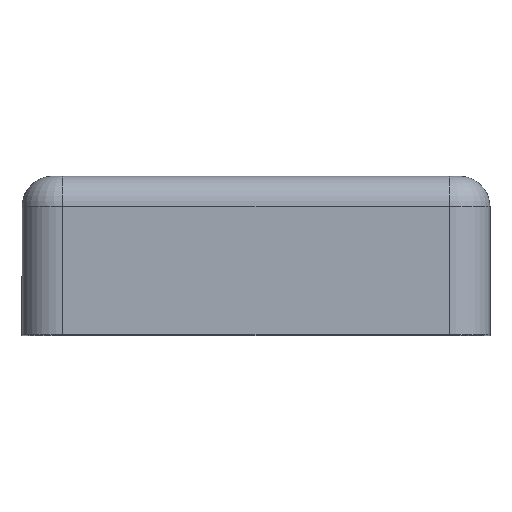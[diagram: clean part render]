
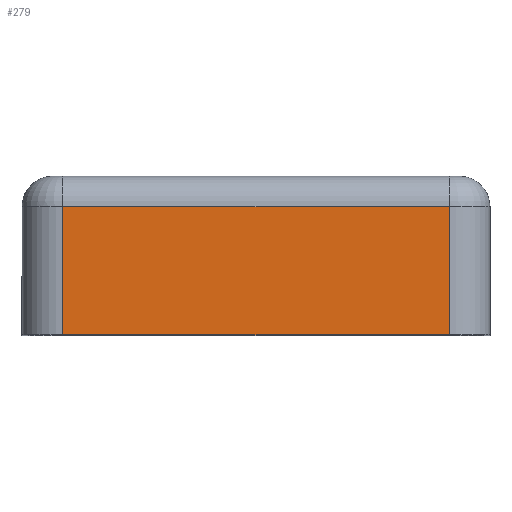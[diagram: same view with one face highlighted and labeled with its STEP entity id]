
A CAD part, top view. The second image highlights one B-rep face of the part: STEP entity #279.
In plain terms, the highlighted planar face has unit normal (0, 0, 1).
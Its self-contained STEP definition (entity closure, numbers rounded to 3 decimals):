
#233 = VERTEX_POINT ( 'NONE', #1148 ) ;
#279 = ADVANCED_FACE ( 'NONE', ( #2462 ), #2180, .T. ) ;
#316 = VECTOR ( 'NONE', #1990, 1000. ) ;
#366 = LINE ( 'NONE', #1243, #642 ) ;
#454 = VERTEX_POINT ( 'NONE', #811 ) ;
#465 = EDGE_CURVE ( 'NONE', #1476, #233, #1464, .T. ) ;
#481 = CARTESIAN_POINT ( 'NONE',  ( 9.5, -7.8, 13. ) ) ;
#555 = DIRECTION ( 'NONE',  ( 1., 0., 0. ) ) ;
#642 = VECTOR ( 'NONE', #1450, 1000. ) ;
#766 = EDGE_LOOP ( 'NONE', ( #1178, #2066, #1344, #1884 ) ) ;
#811 = CARTESIAN_POINT ( 'NONE',  ( 9.5, -1.5, 13. ) ) ;
#851 = LINE ( 'NONE', #1902, #1103 ) ;
#965 = DIRECTION ( 'NONE',  ( 0., 0., 1. ) ) ;
#1076 = CARTESIAN_POINT ( 'NONE',  ( -9.5, -1.5, 13. ) ) ;
#1090 = VERTEX_POINT ( 'NONE', #481 ) ;
#1103 = VECTOR ( 'NONE', #555, 1000. ) ;
#1148 = CARTESIAN_POINT ( 'NONE',  ( -9.5, -7.8, 13. ) ) ;
#1178 = ORIENTED_EDGE ( 'NONE', *, *, #1307, .T. ) ;
#1243 = CARTESIAN_POINT ( 'NONE',  ( 9.5, 0., 13. ) ) ;
#1307 = EDGE_CURVE ( 'NONE', #233, #1090, #2149, .T. ) ;
#1344 = ORIENTED_EDGE ( 'NONE', *, *, #2114, .F. ) ;
#1414 = CARTESIAN_POINT ( 'NONE',  ( -9.5, -7.8, 13. ) ) ;
#1444 = AXIS2_PLACEMENT_3D ( 'NONE', #2557, #965, #1775 ) ;
#1450 = DIRECTION ( 'NONE',  ( 0., -1., 0. ) ) ;
#1464 = LINE ( 'NONE', #2059, #2088 ) ;
#1476 = VERTEX_POINT ( 'NONE', #1076 ) ;
#1775 = DIRECTION ( 'NONE',  ( 0., -1., 0. ) ) ;
#1884 = ORIENTED_EDGE ( 'NONE', *, *, #465, .T. ) ;
#1902 = CARTESIAN_POINT ( 'NONE',  ( -9.5, -1.5, 13. ) ) ;
#1990 = DIRECTION ( 'NONE',  ( 1., 0., 0. ) ) ;
#2059 = CARTESIAN_POINT ( 'NONE',  ( -9.5, 0., 13. ) ) ;
#2066 = ORIENTED_EDGE ( 'NONE', *, *, #2393, .F. ) ;
#2088 = VECTOR ( 'NONE', #2482, 1000. ) ;
#2114 = EDGE_CURVE ( 'NONE', #1476, #454, #851, .T. ) ;
#2149 = LINE ( 'NONE', #1414, #316 ) ;
#2180 = PLANE ( 'NONE',  #1444 ) ;
#2393 = EDGE_CURVE ( 'NONE', #454, #1090, #366, .T. ) ;
#2462 = FACE_OUTER_BOUND ( 'NONE', #766, .T. ) ;
#2482 = DIRECTION ( 'NONE',  ( 0., -1., 0. ) ) ;
#2557 = CARTESIAN_POINT ( 'NONE',  ( -9.5, 0., 13. ) ) ;
